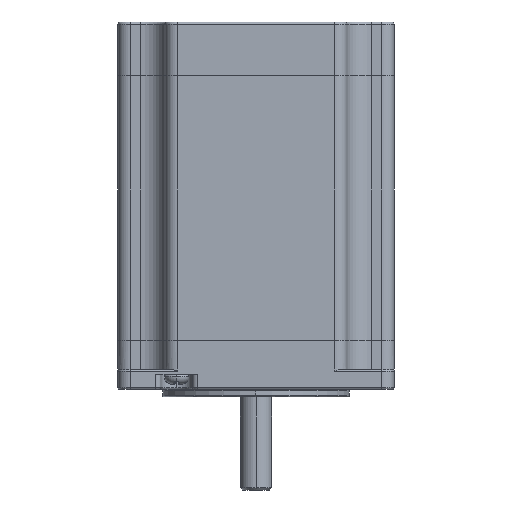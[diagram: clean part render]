
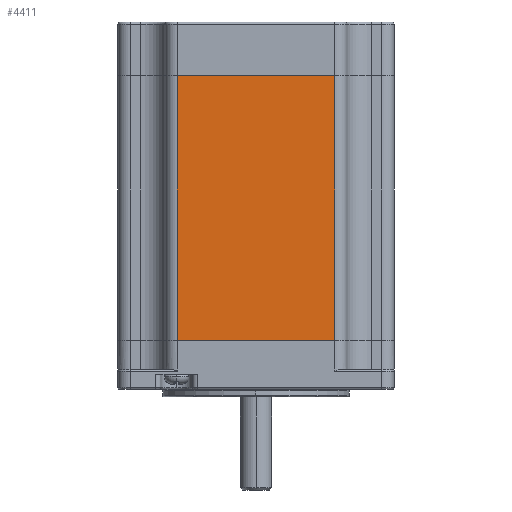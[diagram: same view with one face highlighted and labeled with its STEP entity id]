
A CAD part, left-side view. The second image highlights one B-rep face of the part: STEP entity #4411.
In plain terms, the highlighted planar face has unit normal (-1, 0, 0).
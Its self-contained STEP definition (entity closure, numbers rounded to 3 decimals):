
#585 = CARTESIAN_POINT ( 'NONE',  ( -28.2, 16.05, 10. ) ) ;
#1543 = EDGE_CURVE ( 'NONE', #13895, #7425, #4878, .T. ) ;
#2146 = AXIS2_PLACEMENT_3D ( 'NONE', #7547, #13618, #3112 ) ;
#3045 = VECTOR ( 'NONE', #14978, 1000. ) ;
#3112 = DIRECTION ( 'NONE',  ( 0., 0., -1. ) ) ;
#3436 = DIRECTION ( 'NONE',  ( 0., 0., -1. ) ) ;
#4365 = CARTESIAN_POINT ( 'NONE',  ( -28.2, 16.05, 10. ) ) ;
#4411 = ADVANCED_FACE ( 'NONE', ( #16970 ), #15109, .F. ) ;
#4478 = ORIENTED_EDGE ( 'NONE', *, *, #1543, .T. ) ;
#4701 = VERTEX_POINT ( 'NONE', #13965 ) ;
#4878 = LINE ( 'NONE', #10750, #8445 ) ;
#6295 = VERTEX_POINT ( 'NONE', #18324 ) ;
#7425 = VERTEX_POINT ( 'NONE', #585 ) ;
#7434 = ORIENTED_EDGE ( 'NONE', *, *, #9748, .F. ) ;
#7547 = CARTESIAN_POINT ( 'NONE',  ( -28.2, 16.05, 64. ) ) ;
#8050 = ORIENTED_EDGE ( 'NONE', *, *, #18435, .T. ) ;
#8373 = LINE ( 'NONE', #17007, #14359 ) ;
#8445 = VECTOR ( 'NONE', #15311, 1000. ) ;
#9748 = EDGE_CURVE ( 'NONE', #13895, #4701, #13456, .T. ) ;
#10290 = CARTESIAN_POINT ( 'NONE',  ( -28.2, 16.05, 64. ) ) ;
#10750 = CARTESIAN_POINT ( 'NONE',  ( -28.2, 16.05, 64. ) ) ;
#10930 = ORIENTED_EDGE ( 'NONE', *, *, #14183, .F. ) ;
#11913 = LINE ( 'NONE', #4365, #3045 ) ;
#12054 = VECTOR ( 'NONE', #16630, 1000. ) ;
#13266 = CARTESIAN_POINT ( 'NONE',  ( -28.2, 16.05, 64. ) ) ;
#13456 = LINE ( 'NONE', #13266, #12054 ) ;
#13618 = DIRECTION ( 'NONE',  ( 1., 0., 0. ) ) ;
#13895 = VERTEX_POINT ( 'NONE', #10290 ) ;
#13965 = CARTESIAN_POINT ( 'NONE',  ( -28.2, -16.05, 64. ) ) ;
#14183 = EDGE_CURVE ( 'NONE', #4701, #6295, #8373, .T. ) ;
#14359 = VECTOR ( 'NONE', #3436, 1000. ) ;
#14978 = DIRECTION ( 'NONE',  ( 0., -1., 0. ) ) ;
#15109 = PLANE ( 'NONE',  #2146 ) ;
#15311 = DIRECTION ( 'NONE',  ( 0., 0., -1. ) ) ;
#16630 = DIRECTION ( 'NONE',  ( 0., -1., 0. ) ) ;
#16970 = FACE_OUTER_BOUND ( 'NONE', #19437, .T. ) ;
#17007 = CARTESIAN_POINT ( 'NONE',  ( -28.2, -16.05, 64. ) ) ;
#18324 = CARTESIAN_POINT ( 'NONE',  ( -28.2, -16.05, 10. ) ) ;
#18435 = EDGE_CURVE ( 'NONE', #7425, #6295, #11913, .T. ) ;
#19437 = EDGE_LOOP ( 'NONE', ( #8050, #10930, #7434, #4478 ) ) ;
